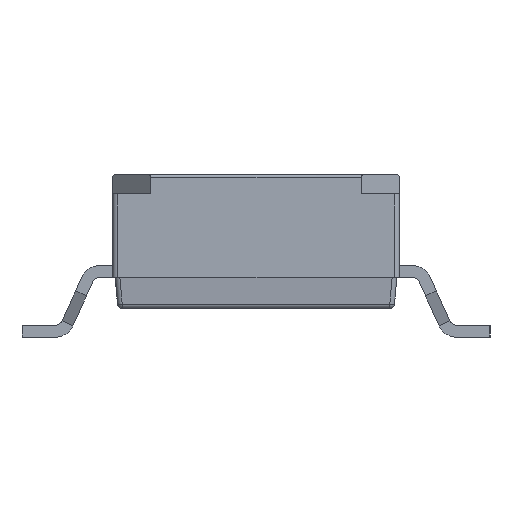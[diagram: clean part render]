
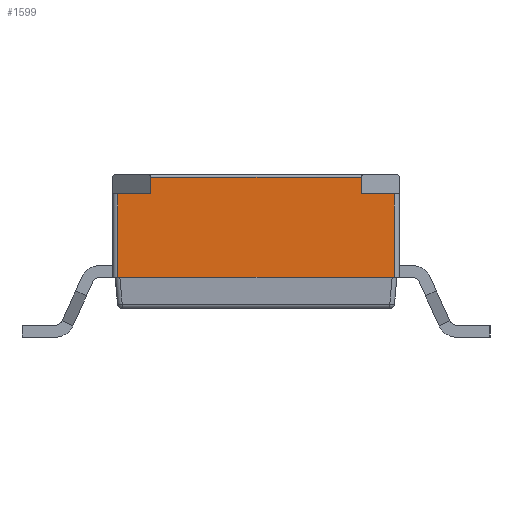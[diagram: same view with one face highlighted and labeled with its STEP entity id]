
A CAD part, left-side view. The second image highlights one B-rep face of the part: STEP entity #1599.
In plain terms, the highlighted planar face has unit normal (-1, 0, 0).
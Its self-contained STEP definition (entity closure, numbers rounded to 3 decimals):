
#306 = VERTEX_POINT('',#307);
#307 = CARTESIAN_POINT('',(-12.65,2.2,-0.05));
#316 = EDGE_CURVE('',#306,#317,#319,.T.);
#317 = VERTEX_POINT('',#318);
#318 = CARTESIAN_POINT('',(-12.65,2.2,-0.4));
#319 = LINE('',#320,#321);
#320 = CARTESIAN_POINT('',(-12.65,2.2,-0.05));
#321 = VECTOR('',#322,1.);
#322 = DIRECTION('',(0.,0.,-1.));
#636 = VERTEX_POINT('',#637);
#637 = CARTESIAN_POINT('',(-12.65,-2.2,-0.05));
#657 = VERTEX_POINT('',#658);
#658 = CARTESIAN_POINT('',(-12.65,-2.2,-0.4));
#664 = EDGE_CURVE('',#636,#657,#665,.T.);
#665 = LINE('',#666,#667);
#666 = CARTESIAN_POINT('',(-12.65,-2.2,-0.05));
#667 = VECTOR('',#668,1.);
#668 = DIRECTION('',(0.,0.,-1.));
#680 = EDGE_CURVE('',#306,#636,#681,.T.);
#681 = LINE('',#682,#683);
#682 = CARTESIAN_POINT('',(-12.65,2.2,-0.05));
#683 = VECTOR('',#684,1.);
#684 = DIRECTION('',(0.,-1.,0.));
#1599 = ADVANCED_FACE('',(#1600),#1643,.T.);
#1600 = FACE_BOUND('',#1601,.F.);
#1601 = EDGE_LOOP('',(#1602,#1603,#1604,#1612,#1620,#1628,#1636,#1642));
#1602 = ORIENTED_EDGE('',*,*,#680,.T.);
#1603 = ORIENTED_EDGE('',*,*,#664,.T.);
#1604 = ORIENTED_EDGE('',*,*,#1605,.T.);
#1605 = EDGE_CURVE('',#657,#1606,#1608,.T.);
#1606 = VERTEX_POINT('',#1607);
#1607 = CARTESIAN_POINT('',(-12.65,-2.9,-0.4));
#1608 = LINE('',#1609,#1610);
#1609 = CARTESIAN_POINT('',(-12.65,-2.2,-0.4));
#1610 = VECTOR('',#1611,1.);
#1611 = DIRECTION('',(0.,-1.,0.));
#1612 = ORIENTED_EDGE('',*,*,#1613,.T.);
#1613 = EDGE_CURVE('',#1606,#1614,#1616,.T.);
#1614 = VERTEX_POINT('',#1615);
#1615 = CARTESIAN_POINT('',(-12.65,-2.9,-2.15));
#1616 = LINE('',#1617,#1618);
#1617 = CARTESIAN_POINT('',(-12.65,-2.9,-0.4));
#1618 = VECTOR('',#1619,1.);
#1619 = DIRECTION('',(0.,0.,-1.));
#1620 = ORIENTED_EDGE('',*,*,#1621,.F.);
#1621 = EDGE_CURVE('',#1622,#1614,#1624,.T.);
#1622 = VERTEX_POINT('',#1623);
#1623 = CARTESIAN_POINT('',(-12.65,2.9,-2.15));
#1624 = LINE('',#1625,#1626);
#1625 = CARTESIAN_POINT('',(-12.65,2.9,-2.15));
#1626 = VECTOR('',#1627,1.);
#1627 = DIRECTION('',(0.,-1.,0.));
#1628 = ORIENTED_EDGE('',*,*,#1629,.F.);
#1629 = EDGE_CURVE('',#1630,#1622,#1632,.T.);
#1630 = VERTEX_POINT('',#1631);
#1631 = CARTESIAN_POINT('',(-12.65,2.9,-0.4));
#1632 = LINE('',#1633,#1634);
#1633 = CARTESIAN_POINT('',(-12.65,2.9,-0.4));
#1634 = VECTOR('',#1635,1.);
#1635 = DIRECTION('',(0.,0.,-1.));
#1636 = ORIENTED_EDGE('',*,*,#1637,.T.);
#1637 = EDGE_CURVE('',#1630,#317,#1638,.T.);
#1638 = LINE('',#1639,#1640);
#1639 = CARTESIAN_POINT('',(-12.65,2.9,-0.4));
#1640 = VECTOR('',#1641,1.);
#1641 = DIRECTION('',(0.,-1.,0.));
#1642 = ORIENTED_EDGE('',*,*,#316,.F.);
#1643 = PLANE('',#1644);
#1644 = AXIS2_PLACEMENT_3D('',#1645,#1646,#1647);
#1645 = CARTESIAN_POINT('',(-12.65,3.,0.));
#1646 = DIRECTION('',(-1.,0.,0.));
#1647 = DIRECTION('',(0.,-1.,0.));
